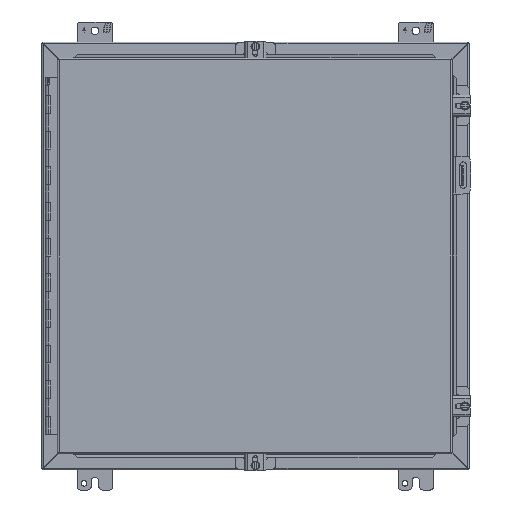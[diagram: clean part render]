
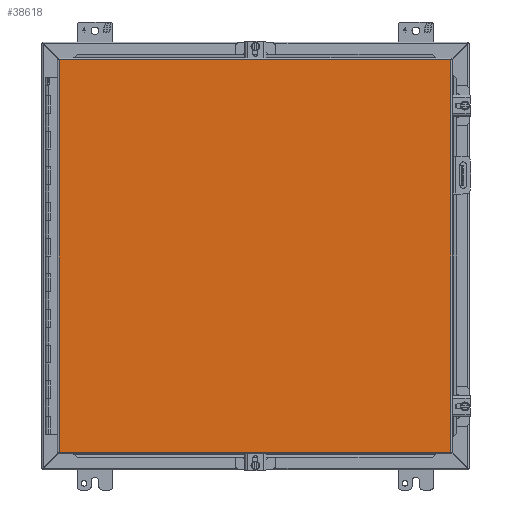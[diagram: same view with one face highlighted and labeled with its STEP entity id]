
A CAD part, front view. The second image highlights one B-rep face of the part: STEP entity #38618.
In plain terms, the highlighted planar face has unit normal (0, -1, 0).
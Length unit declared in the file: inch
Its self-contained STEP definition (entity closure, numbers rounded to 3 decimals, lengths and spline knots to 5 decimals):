
#704 = CARTESIAN_POINT ( 'NONE',  ( -11.017, -13.21, -10.9945 ) ) ;
#1743 = CARTESIAN_POINT ( 'NONE',  ( -11.017, -13.21, 10.9945 ) ) ;
#3756 = LINE ( 'NONE', #26117, #44784 ) ;
#4232 = ORIENTED_EDGE ( 'NONE', *, *, #14652, .F. ) ;
#4719 = LINE ( 'NONE', #39605, #33597 ) ;
#5969 = ORIENTED_EDGE ( 'NONE', *, *, #35101, .F. ) ;
#11862 = CARTESIAN_POINT ( 'NONE',  ( 10.955, -13.21, -10.9945 ) ) ;
#13575 = EDGE_LOOP ( 'NONE', ( #24530, #5969, #41037, #4232 ) ) ;
#14652 = EDGE_CURVE ( 'NONE', #31768, #27939, #44556, .T. ) ;
#16022 = DIRECTION ( 'NONE',  ( 0., -1., 0. ) ) ;
#16322 = AXIS2_PLACEMENT_3D ( 'NONE', #704, #16022, #31317 ) ;
#17729 = DIRECTION ( 'NONE',  ( -1., 0., 0. ) ) ;
#19778 = PLANE ( 'NONE',  #16322 ) ;
#20754 = CARTESIAN_POINT ( 'NONE',  ( -11.017, -13.21, -10.9945 ) ) ;
#21046 = DIRECTION ( 'NONE',  ( 0., 0., 1. ) ) ;
#22604 = CARTESIAN_POINT ( 'NONE',  ( -11.017, -13.21, 10.9945 ) ) ;
#23302 = FACE_OUTER_BOUND ( 'NONE', #13575, .T. ) ;
#24530 = ORIENTED_EDGE ( 'NONE', *, *, #27241, .F. ) ;
#25249 = VERTEX_POINT ( 'NONE', #44537 ) ;
#25876 = DIRECTION ( 'NONE',  ( 0., 0., -1. ) ) ;
#26117 = CARTESIAN_POINT ( 'NONE',  ( 10.955, -13.21, 10.9945 ) ) ;
#27241 = EDGE_CURVE ( 'NONE', #25249, #31768, #3756, .T. ) ;
#27939 = VERTEX_POINT ( 'NONE', #20754 ) ;
#28662 = VERTEX_POINT ( 'NONE', #1743 ) ;
#29391 = DIRECTION ( 'NONE',  ( 1., 0., 0. ) ) ;
#31317 = DIRECTION ( 'NONE',  ( 0., 0., -1. ) ) ;
#31768 = VERTEX_POINT ( 'NONE', #11862 ) ;
#33597 = VECTOR ( 'NONE', #21046, 39.37008 ) ;
#34610 = VECTOR ( 'NONE', #29391, 39.37008 ) ;
#35101 = EDGE_CURVE ( 'NONE', #28662, #25249, #48452, .T. ) ;
#38016 = CARTESIAN_POINT ( 'NONE',  ( 10.955, -13.21, -10.9945 ) ) ;
#38618 = ADVANCED_FACE ( 'NONE', ( #23302 ), #19778, .T. ) ;
#39605 = CARTESIAN_POINT ( 'NONE',  ( -11.017, -13.21, -10.9945 ) ) ;
#41037 = ORIENTED_EDGE ( 'NONE', *, *, #42902, .F. ) ;
#42902 = EDGE_CURVE ( 'NONE', #27939, #28662, #4719, .T. ) ;
#44537 = CARTESIAN_POINT ( 'NONE',  ( 10.955, -13.21, 10.9945 ) ) ;
#44556 = LINE ( 'NONE', #38016, #45931 ) ;
#44784 = VECTOR ( 'NONE', #25876, 39.37008 ) ;
#45931 = VECTOR ( 'NONE', #17729, 39.37008 ) ;
#48452 = LINE ( 'NONE', #22604, #34610 ) ;
